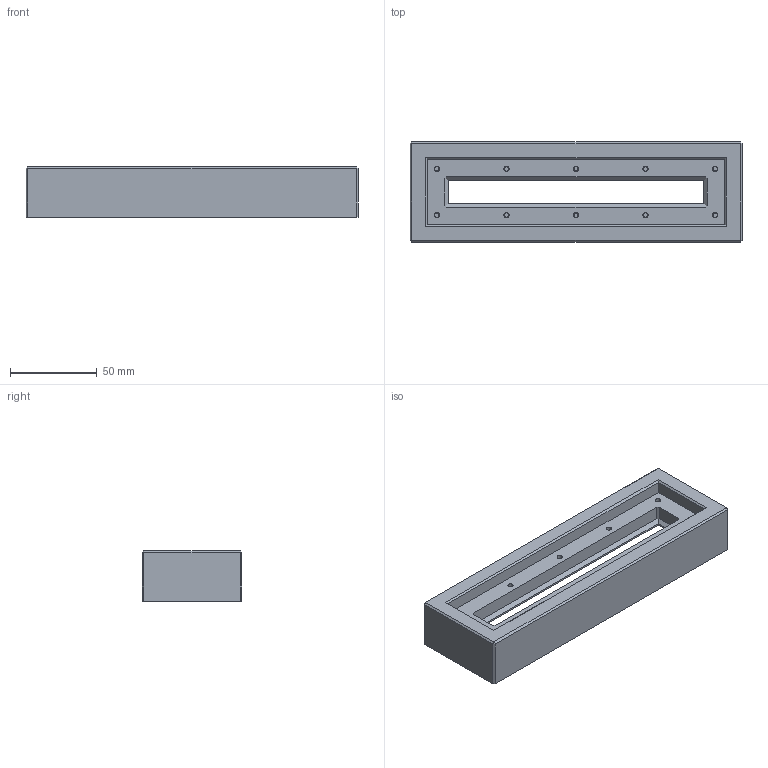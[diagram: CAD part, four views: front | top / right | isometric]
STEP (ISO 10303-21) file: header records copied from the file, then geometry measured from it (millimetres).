
FILE_DESCRIPTION (( 'STEP AP214' ), '1' );
FILE_NAME ('Main_Fibers_rev_2.STEP', '2025-09-19T10:53:01', ( '' ), ( '' ), 'SwSTEP 2.0', 'SolidWorks 2025', '' );
FILE_SCHEMA (( 'AUTOMOTIVE_DESIGN' ));
Length unit declared in the file: millimetre
Products named in the file (1): Main_Fibers_rev_2
Bounding box: 191 x 57.5 x 29 mm (x, y, z)
Volume: 152426.8 mm3; surface area: 43698.9 mm2
Topology: 1 solids, 1 shells, 98 faces, 212 edges, 128 vertices
Faces by surface type: plane 58, cone 20, cylinder 20
Entity records: 2643 total; most frequent: DIRECTION 470, CARTESIAN_POINT 439, ORIENTED_EDGE 424, EDGE_CURVE 212, AXIS2_PLACEMENT_3D 159, VECTOR 152, LINE 152, VERTEX_POINT 128
